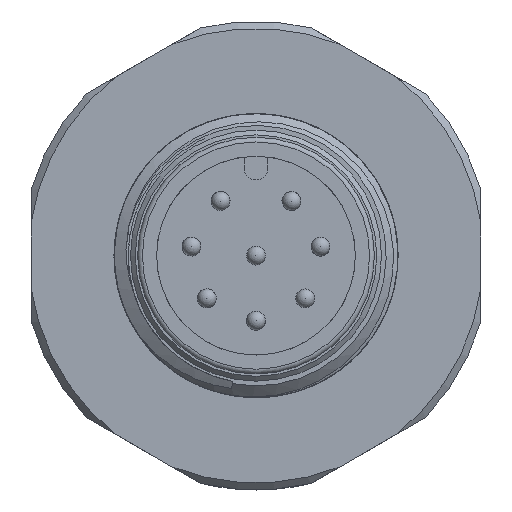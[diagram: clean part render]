
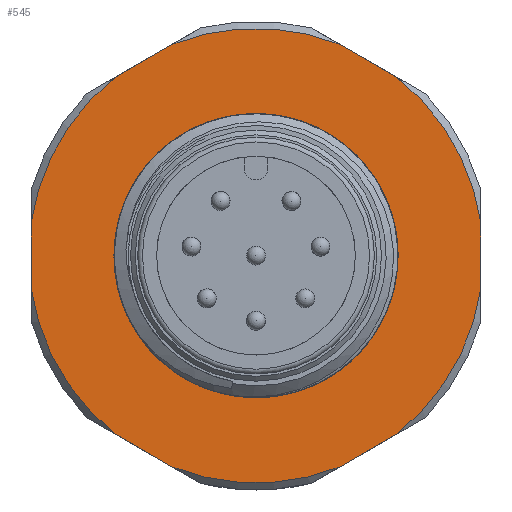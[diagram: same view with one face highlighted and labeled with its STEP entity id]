
A CAD part, left-side view. The second image highlights one B-rep face of the part: STEP entity #545.
In plain terms, the highlighted planar face has unit normal (-1, 0, 0).
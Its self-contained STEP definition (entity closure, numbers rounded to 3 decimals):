
#144=LINE('',#3127,#215);
#148=LINE('',#3156,#219);
#152=LINE('',#3185,#223);
#156=LINE('',#3214,#227);
#160=LINE('',#3243,#231);
#164=LINE('',#3272,#235);
#215=VECTOR('',#2387,1.);
#219=VECTOR('',#2393,1.);
#223=VECTOR('',#2399,1.);
#227=VECTOR('',#2405,1.);
#231=VECTOR('',#2411,1.);
#235=VECTOR('',#2417,1.);
#545=ADVANCED_FACE('',(#666,#667),#626,.T.);
#626=PLANE('',#2108);
#666=FACE_BOUND('',#807,.T.);
#667=FACE_BOUND('',#808,.T.);
#807=EDGE_LOOP('',(#1205));
#808=EDGE_LOOP('',(#1206,#1207,#1208,#1209,#1210,#1211,#1212,#1213,#1214,
#1215,#1216,#1217));
#1205=ORIENTED_EDGE('',*,*,#1771,.F.);
#1206=ORIENTED_EDGE('',*,*,#1705,.F.);
#1207=ORIENTED_EDGE('',*,*,#1763,.T.);
#1208=ORIENTED_EDGE('',*,*,#1713,.F.);
#1209=ORIENTED_EDGE('',*,*,#1761,.T.);
#1210=ORIENTED_EDGE('',*,*,#1721,.F.);
#1211=ORIENTED_EDGE('',*,*,#1759,.T.);
#1212=ORIENTED_EDGE('',*,*,#1729,.F.);
#1213=ORIENTED_EDGE('',*,*,#1757,.T.);
#1214=ORIENTED_EDGE('',*,*,#1737,.F.);
#1215=ORIENTED_EDGE('',*,*,#1746,.T.);
#1216=ORIENTED_EDGE('',*,*,#1745,.F.);
#1217=ORIENTED_EDGE('',*,*,#1766,.T.);
#1487=VERTEX_POINT('',#3105);
#1493=VERTEX_POINT('',#3126);
#1495=VERTEX_POINT('',#3134);
#1501=VERTEX_POINT('',#3155);
#1503=VERTEX_POINT('',#3163);
#1509=VERTEX_POINT('',#3184);
#1511=VERTEX_POINT('',#3192);
#1517=VERTEX_POINT('',#3213);
#1519=VERTEX_POINT('',#3221);
#1525=VERTEX_POINT('',#3242);
#1527=VERTEX_POINT('',#3250);
#1533=VERTEX_POINT('',#3271);
#1535=VERTEX_POINT('',#3320);
#1705=EDGE_CURVE('',#1493,#1487,#144,.T.);
#1713=EDGE_CURVE('',#1501,#1495,#148,.T.);
#1721=EDGE_CURVE('',#1509,#1503,#152,.T.);
#1729=EDGE_CURVE('',#1517,#1511,#156,.T.);
#1737=EDGE_CURVE('',#1525,#1519,#160,.T.);
#1745=EDGE_CURVE('',#1533,#1527,#164,.T.);
#1746=EDGE_CURVE('',#1525,#1527,#1908,.T.);
#1757=EDGE_CURVE('',#1517,#1519,#1919,.T.);
#1759=EDGE_CURVE('',#1509,#1511,#1921,.T.);
#1761=EDGE_CURVE('',#1501,#1503,#1923,.T.);
#1763=EDGE_CURVE('',#1493,#1495,#1925,.T.);
#1766=EDGE_CURVE('',#1533,#1487,#1928,.T.);
#1771=EDGE_CURVE('',#1535,#1535,#1933,.T.);
#1908=CIRCLE('',#2063,9.6);
#1919=CIRCLE('',#2078,9.6);
#1921=CIRCLE('',#2081,9.6);
#1923=CIRCLE('',#2084,9.6);
#1925=CIRCLE('',#2087,9.6);
#1928=CIRCLE('',#2091,9.6);
#1933=CIRCLE('',#2107,5.3);
#2063=AXIS2_PLACEMENT_3D('',#3274,#2420,#2421);
#2078=AXIS2_PLACEMENT_3D('',#3290,#2450,#2451);
#2081=AXIS2_PLACEMENT_3D('',#3293,#2456,#2457);
#2084=AXIS2_PLACEMENT_3D('',#3296,#2462,#2463);
#2087=AXIS2_PLACEMENT_3D('',#3299,#2468,#2469);
#2091=AXIS2_PLACEMENT_3D('',#3303,#2476,#2477);
#2107=AXIS2_PLACEMENT_3D('',#3319,#2508,#2509);
#2108=AXIS2_PLACEMENT_3D('',#3321,#2510,#2511);
#2387=DIRECTION('',(0.,0.,-1.));
#2393=DIRECTION('',(0.,-0.866,-0.5));
#2399=DIRECTION('',(0.,-0.866,0.5));
#2405=DIRECTION('',(0.,0.,1.));
#2411=DIRECTION('',(0.,0.866,0.5));
#2417=DIRECTION('',(0.,0.866,-0.5));
#2420=DIRECTION('',(-1.,0.,0.));
#2421=DIRECTION('',(0.,0.,1.));
#2450=DIRECTION('',(-1.,0.,0.));
#2451=DIRECTION('',(0.,0.,1.));
#2456=DIRECTION('',(-1.,0.,0.));
#2457=DIRECTION('',(0.,0.,1.));
#2462=DIRECTION('',(-1.,0.,0.));
#2463=DIRECTION('',(0.,0.,1.));
#2468=DIRECTION('',(-1.,0.,0.));
#2469=DIRECTION('',(0.,0.,1.));
#2476=DIRECTION('',(-1.,0.,0.));
#2477=DIRECTION('',(0.,0.,1.));
#2508=DIRECTION('',(-1.,0.,0.));
#2509=DIRECTION('',(0.,0.,-1.));
#2510=DIRECTION('',(-1.,0.,0.));
#2511=DIRECTION('',(0.,0.,1.));
#3105=CARTESIAN_POINT('',(9.8,-9.5,-1.382));
#3126=CARTESIAN_POINT('',(9.8,-9.5,1.382));
#3127=CARTESIAN_POINT('',(9.8,-9.5,-5.485));
#3134=CARTESIAN_POINT('',(9.8,-5.947,7.536));
#3155=CARTESIAN_POINT('',(9.8,-3.553,8.918));
#3156=CARTESIAN_POINT('',(9.8,-9.5,5.485));
#3163=CARTESIAN_POINT('',(9.8,3.553,8.918));
#3184=CARTESIAN_POINT('',(9.8,5.947,7.536));
#3185=CARTESIAN_POINT('',(9.8,0.,10.97));
#3192=CARTESIAN_POINT('',(9.8,9.5,1.382));
#3213=CARTESIAN_POINT('',(9.8,9.5,-1.382));
#3214=CARTESIAN_POINT('',(9.8,9.5,5.485));
#3221=CARTESIAN_POINT('',(9.8,5.947,-7.536));
#3242=CARTESIAN_POINT('',(9.8,3.553,-8.918));
#3243=CARTESIAN_POINT('',(9.8,9.5,-5.485));
#3250=CARTESIAN_POINT('',(9.8,-3.553,-8.918));
#3271=CARTESIAN_POINT('',(9.8,-5.947,-7.536));
#3272=CARTESIAN_POINT('',(9.8,0.,-10.97));
#3274=CARTESIAN_POINT('',(9.8,0.,0.));
#3290=CARTESIAN_POINT('',(9.8,0.,0.));
#3293=CARTESIAN_POINT('',(9.8,0.,0.));
#3296=CARTESIAN_POINT('',(9.8,0.,0.));
#3299=CARTESIAN_POINT('',(9.8,0.,0.));
#3303=CARTESIAN_POINT('',(9.8,0.,0.));
#3319=CARTESIAN_POINT('',(9.8,0.,0.));
#3320=CARTESIAN_POINT('',(9.8,0.,-5.3));
#3321=CARTESIAN_POINT('',(9.8,0.,0.));
